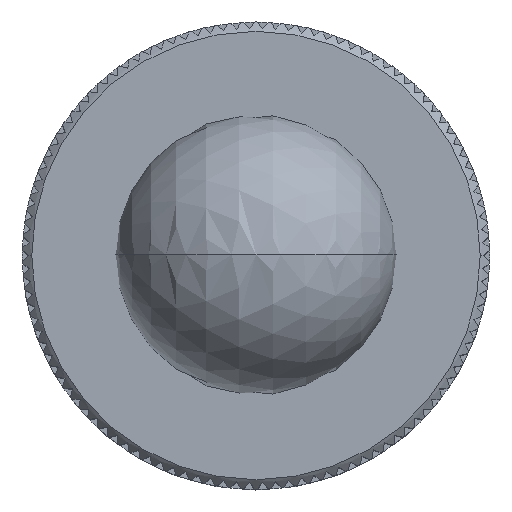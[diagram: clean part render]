
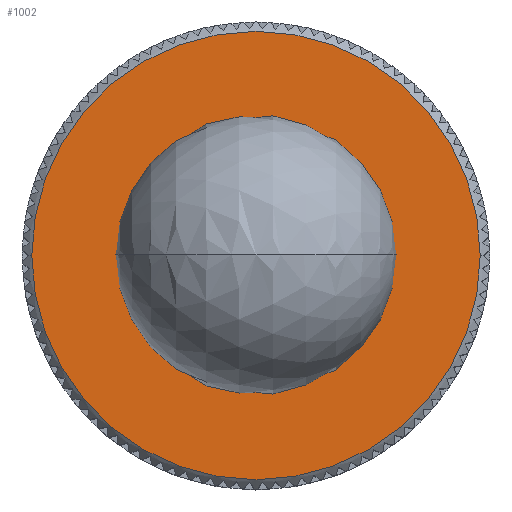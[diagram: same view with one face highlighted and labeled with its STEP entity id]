
A CAD part, top view. The second image highlights one B-rep face of the part: STEP entity #1002.
In plain terms, the highlighted planar face has unit normal (0, 0, 1).
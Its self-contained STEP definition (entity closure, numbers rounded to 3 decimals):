
#1002=ADVANCED_FACE('',(#2037,#2038),#2039,.F.);
#2037=FACE_OUTER_BOUND('',#3112,.T.);
#2038=FACE_BOUND('',#3113,.T.);
#2039=PLANE('',#3114);
#3112=EDGE_LOOP('',(#6151,#6152));
#3113=EDGE_LOOP('',(#6153,#6154));
#3114=AXIS2_PLACEMENT_3D('',#6155,#6156,#6157);
#6151=ORIENTED_EDGE('',*,*,#7627,.T.);
#6152=ORIENTED_EDGE('',*,*,#6997,.T.);
#6153=ORIENTED_EDGE('',*,*,#7445,.F.);
#6154=ORIENTED_EDGE('',*,*,#7200,.F.);
#6155=CARTESIAN_POINT('',(0.0,4.8,12.0));
#6156=DIRECTION('',(0.0,0.0,-1.0));
#6157=DIRECTION('',(-1.0,0.0,0.0));
#6997=EDGE_CURVE('',#8306,#8612,#8614,.T.);
#7200=EDGE_CURVE('',#8943,#8939,#8945,.T.);
#7445=EDGE_CURVE('',#8939,#8943,#9313,.T.);
#7627=EDGE_CURVE('',#8612,#8306,#9568,.T.);
#8306=VERTEX_POINT('',#10561);
#8612=VERTEX_POINT('',#11777);
#8614=CIRCLE('',#11780,4.8);
#8939=VERTEX_POINT('',#12369);
#8943=VERTEX_POINT('',#12374);
#8945=CIRCLE('',#12377,2.0);
#9313=CIRCLE('',#13061,2.0);
#9568=CIRCLE('',#13528,4.8);
#10561=CARTESIAN_POINT('',(-4.8,0.,12.0));
#11777=CARTESIAN_POINT('',(4.8,0.0,12.0));
#11780=AXIS2_PLACEMENT_3D('',#15067,#15068,#15069);
#12369=CARTESIAN_POINT('',(2.0,0.0,12.0));
#12374=CARTESIAN_POINT('',(-2.0,0.,12.0));
#12377=AXIS2_PLACEMENT_3D('',#15252,#15253,#15254);
#13061=AXIS2_PLACEMENT_3D('',#15469,#15470,#15471);
#13528=AXIS2_PLACEMENT_3D('',#15627,#15628,#15629);
#15067=CARTESIAN_POINT('',(0.0,0.0,12.0));
#15068=DIRECTION('',(0.0,0.0,1.0));
#15069=DIRECTION('',(1.0,0.0,0.0));
#15252=CARTESIAN_POINT('',(0.0,0.0,12.0));
#15253=DIRECTION('',(0.0,0.0,1.0));
#15254=DIRECTION('',(1.0,0.0,0.0));
#15469=CARTESIAN_POINT('',(0.0,0.0,12.0));
#15470=DIRECTION('',(0.0,0.0,1.0));
#15471=DIRECTION('',(1.0,0.0,0.0));
#15627=CARTESIAN_POINT('',(0.0,0.0,12.0));
#15628=DIRECTION('',(0.0,0.0,1.0));
#15629=DIRECTION('',(1.0,0.0,0.0));
